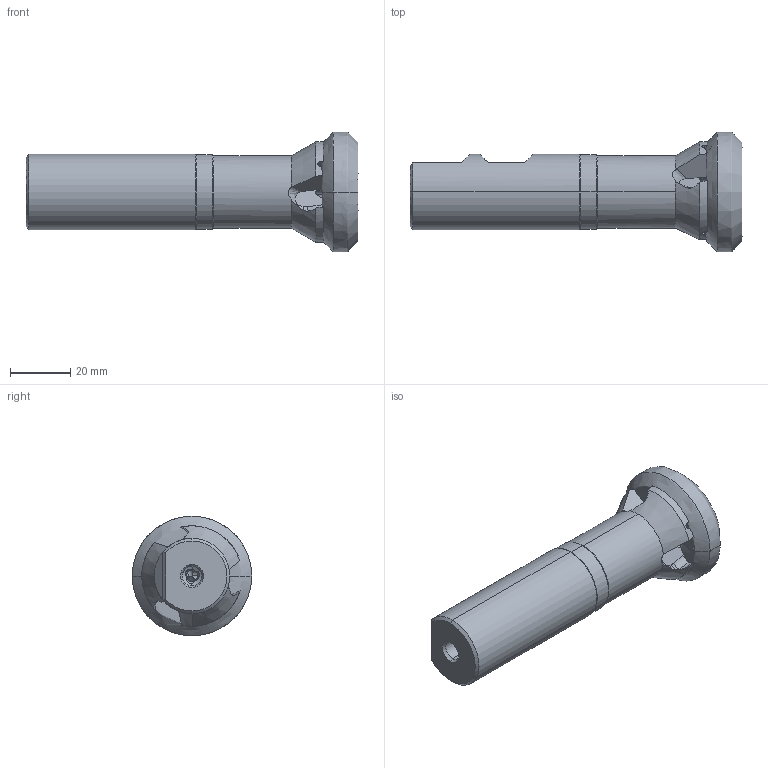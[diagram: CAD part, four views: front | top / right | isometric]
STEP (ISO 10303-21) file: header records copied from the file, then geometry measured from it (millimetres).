
FILE_DESCRIPTION (( 'STEP AP214' ), '1' );
FILE_NAME ('45PP-32-25-538-3.STEP', '2013-03-18T07:54:37', ( '' ), ( '' ), 'SwSTEP 2.0', 'SolidWorks 2013', '' );
FILE_SCHEMA (( 'AUTOMOTIVE_DESIGN' ));
Length unit declared in the file: millimetre
Products named in the file (1): 45PP-32-25-538-3
Bounding box: 110.04 x 39.6 x 39.61 mm (x, y, z)
Volume: 55996.7 mm3; surface area: 13763.7 mm2
Topology: 1 solids, 1 shells, 137 faces, 399 edges, 259 vertices
Faces by surface type: plane 56, cylinder 47, bspline 16, cone 15, torus 3
Entity records: 6813 total; most frequent: CARTESIAN_POINT 3491, ORIENTED_EDGE 798, DIRECTION 523, EDGE_CURVE 399, VERTEX_POINT 259, AXIS2_PLACEMENT_3D 196, B_SPLINE_CURVE_WITH_KNOTS 150, EDGE_LOOP 144
